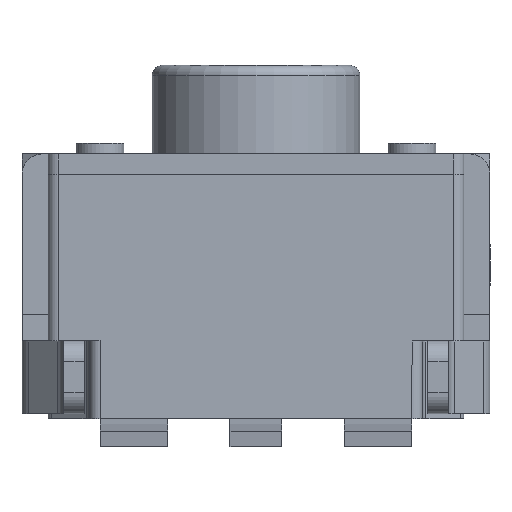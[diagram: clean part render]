
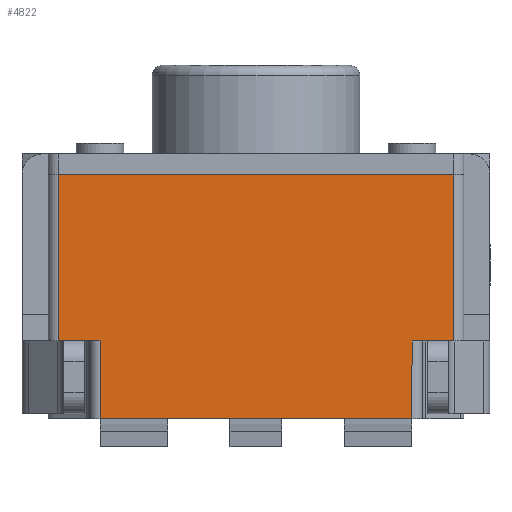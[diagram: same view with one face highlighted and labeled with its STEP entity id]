
A CAD part, front view. The second image highlights one B-rep face of the part: STEP entity #4822.
In plain terms, the highlighted planar face has unit normal (0, -1, 0).
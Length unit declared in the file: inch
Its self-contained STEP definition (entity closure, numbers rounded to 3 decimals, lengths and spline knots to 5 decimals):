
#71=PLANE('',#5178);
#243=FACE_OUTER_BOUND('',#505,.T.);
#505=EDGE_LOOP('',(#3377,#3378,#3379,#3380,#3381,#3382,#3383,#3384));
#726=LINE('',#7027,#1186);
#775=LINE('',#7174,#1235);
#851=LINE('',#7400,#1311);
#853=LINE('',#7405,#1313);
#854=LINE('',#7409,#1314);
#855=LINE('',#7411,#1315);
#856=LINE('',#7412,#1316);
#857=LINE('',#7413,#1317);
#1186=VECTOR('',#5578,0.3937);
#1235=VECTOR('',#5705,0.3937);
#1311=VECTOR('',#5935,0.3937);
#1313=VECTOR('',#5941,0.3937);
#1314=VECTOR('',#5946,0.3937);
#1315=VECTOR('',#5947,0.3937);
#1316=VECTOR('',#5948,0.3937);
#1317=VECTOR('',#5949,0.3937);
#1890=VERTEX_POINT('',#7024);
#1891=VERTEX_POINT('',#7026);
#1949=VERTEX_POINT('',#7171);
#1950=VERTEX_POINT('',#7173);
#2023=VERTEX_POINT('',#7399);
#2024=VERTEX_POINT('',#7404);
#2025=VERTEX_POINT('',#7408);
#2026=VERTEX_POINT('',#7410);
#2348=EDGE_CURVE('',#1891,#1890,#726,.T.);
#2422=EDGE_CURVE('',#1949,#1950,#775,.T.);
#2539=EDGE_CURVE('',#1891,#2023,#851,.T.);
#2542=EDGE_CURVE('',#2023,#2024,#853,.T.);
#2544=EDGE_CURVE('',#2025,#1890,#854,.T.);
#2545=EDGE_CURVE('',#2026,#2025,#855,.T.);
#2546=EDGE_CURVE('',#1950,#2026,#856,.T.);
#2547=EDGE_CURVE('',#2024,#1949,#857,.T.);
#3377=ORIENTED_EDGE('',*,*,#2539,.F.);
#3378=ORIENTED_EDGE('',*,*,#2348,.T.);
#3379=ORIENTED_EDGE('',*,*,#2544,.F.);
#3380=ORIENTED_EDGE('',*,*,#2545,.F.);
#3381=ORIENTED_EDGE('',*,*,#2546,.F.);
#3382=ORIENTED_EDGE('',*,*,#2422,.F.);
#3383=ORIENTED_EDGE('',*,*,#2547,.F.);
#3384=ORIENTED_EDGE('',*,*,#2542,.F.);
#4822=ADVANCED_FACE('',(#243),#71,.T.);
#5178=AXIS2_PLACEMENT_3D('',#7407,#5944,#5945);
#5578=DIRECTION('',(-1.,0.,0.));
#5705=DIRECTION('',(-1.,0.,0.));
#5935=DIRECTION('',(0.,0.,-1.));
#5941=DIRECTION('',(-1.,0.,0.));
#5944=DIRECTION('center_axis',(0.,-1.,0.));
#5945=DIRECTION('ref_axis',(0.,0.,
1.));
#5946=DIRECTION('',(0.,0.,1.));
#5947=DIRECTION('',(-1.,0.,0.));
#5948=DIRECTION('',(0.,0.,1.));
#5949=DIRECTION('',(0.,0.,-1.));
#7024=CARTESIAN_POINT('',(-0.0748,-0.06299,0.09252));
#7026=CARTESIAN_POINT('',(0.0748,-0.06299,0.09252));
#7027=CARTESIAN_POINT('',(0.07874,-0.06299,0.09252));
#7171=CARTESIAN_POINT('',(0.05906,-0.06299,0.));
#7173=CARTESIAN_POINT('',(-0.05906,-0.06299,0.));
#7174=CARTESIAN_POINT('',(0.07874,-0.06299,0.));
#7399=CARTESIAN_POINT('',(0.0748,-0.06299,0.02953));
#7400=CARTESIAN_POINT('',(0.0748,-0.06299,0.));
#7404=CARTESIAN_POINT('',(0.05906,-0.06299,0.02953));
#7405=CARTESIAN_POINT('',(0.07534,-0.06299,0.02953));
#7407=CARTESIAN_POINT('Origin',(0.07874,-0.06299,0.));
#7408=CARTESIAN_POINT('',(-0.0748,-0.06299,0.02953));
#7409=CARTESIAN_POINT('',(-0.0748,-0.06299,0.));
#7410=CARTESIAN_POINT('',(-0.05906,-0.06299,0.02953));
#7411=CARTESIAN_POINT('',(0.0034,-0.06299,0.02953));
#7412=CARTESIAN_POINT('',(-0.05906,-0.06299,0.));
#7413=CARTESIAN_POINT('',(0.05906,-0.06299,0.));
